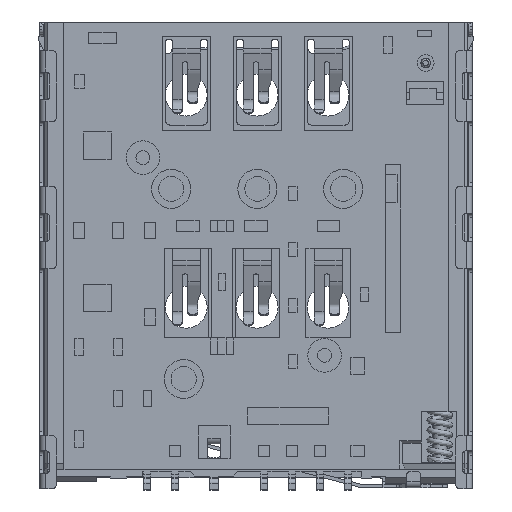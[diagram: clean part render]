
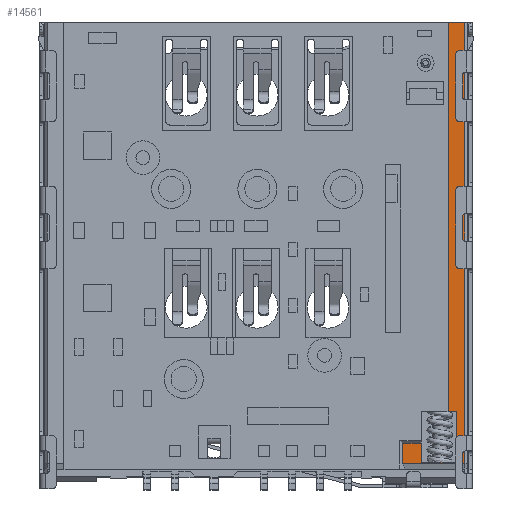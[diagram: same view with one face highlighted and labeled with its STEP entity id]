
A CAD part, front view. The second image highlights one B-rep face of the part: STEP entity #14561.
In plain terms, the highlighted planar face has unit normal (0, -1, 0).
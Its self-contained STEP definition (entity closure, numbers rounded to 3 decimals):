
#779 = VECTOR ( 'NONE', #53570, 1000. ) ;
#1732 = EDGE_CURVE ( 'NONE', #36145, #30253, #53774, .T. ) ;
#3641 = CARTESIAN_POINT ( 'NONE',  ( 4.894, 0.468, 8.44 ) ) ;
#3683 = VECTOR ( 'NONE', #39009, 1000. ) ;
#3824 = CARTESIAN_POINT ( 'NONE',  ( 5.494, 0.468, 25.14 ) ) ;
#3951 = FACE_OUTER_BOUND ( 'NONE', #37665, .T. ) ;
#4700 = VERTEX_POINT ( 'NONE', #14352 ) ;
#4957 = CARTESIAN_POINT ( 'NONE',  ( 5.494, 0.468, 25.14 ) ) ;
#5095 = CARTESIAN_POINT ( 'NONE',  ( 3.264, 0.468, 9.34 ) ) ;
#6262 = CARTESIAN_POINT ( 'NONE',  ( 4.894, 0.468, 11.19 ) ) ;
#7903 = VECTOR ( 'NONE', #16444, 1000. ) ;
#8809 = CARTESIAN_POINT ( 'NONE',  ( 5.194, 0.468, 9.39 ) ) ;
#9896 = VERTEX_POINT ( 'NONE', #13186 ) ;
#10106 = EDGE_CURVE ( 'NONE', #51691, #9896, #54108, .T. ) ;
#10305 = ORIENTED_EDGE ( 'NONE', *, *, #48326, .T. ) ;
#10392 = CARTESIAN_POINT ( 'NONE',  ( 3.944, 0.468, 9.39 ) ) ;
#11688 = CARTESIAN_POINT ( 'NONE',  ( 5.494, 0.468, 9.34 ) ) ;
#11897 = ORIENTED_EDGE ( 'NONE', *, *, #10106, .F. ) ;
#12230 = VECTOR ( 'NONE', #32646, 1000. ) ;
#12601 = LINE ( 'NONE', #50113, #54665 ) ;
#13186 = CARTESIAN_POINT ( 'NONE',  ( 3.944, 0.468, 10.06 ) ) ;
#13441 = ORIENTED_EDGE ( 'NONE', *, *, #44688, .F. ) ;
#14352 = CARTESIAN_POINT ( 'NONE',  ( 4.894, 0.468, 25.14 ) ) ;
#14561 = ADVANCED_FACE ( 'NONE', ( #3951 ), #23163, .F. ) ;
#14848 = VERTEX_POINT ( 'NONE', #11688 ) ;
#16184 = LINE ( 'NONE', #4957, #3683 ) ;
#16444 = DIRECTION ( 'NONE',  ( 1., 0., 0. ) ) ;
#16591 = CARTESIAN_POINT ( 'NONE',  ( 3.264, 0.468, 10.06 ) ) ;
#17479 = DIRECTION ( 'NONE',  ( 0., 0., 1. ) ) ;
#17486 = VERTEX_POINT ( 'NONE', #36700 ) ;
#17590 = ORIENTED_EDGE ( 'NONE', *, *, #59184, .T. ) ;
#18231 = EDGE_CURVE ( 'NONE', #59411, #14848, #28706, .T. ) ;
#19233 = DIRECTION ( 'NONE',  ( -1., 0., 0. ) ) ;
#21194 = LINE ( 'NONE', #59640, #61849 ) ;
#22604 = VERTEX_POINT ( 'NONE', #10392 ) ;
#23163 = PLANE ( 'NONE',  #28277 ) ;
#23553 = VECTOR ( 'NONE', #17479, 1000. ) ;
#24094 = CARTESIAN_POINT ( 'NONE',  ( 3.264, 0.468, 9.34 ) ) ;
#26699 = ORIENTED_EDGE ( 'NONE', *, *, #33815, .T. ) ;
#28277 = AXIS2_PLACEMENT_3D ( 'NONE', #3641, #42403, #51230 ) ;
#28706 = LINE ( 'NONE', #29630, #779 ) ;
#29243 = EDGE_CURVE ( 'NONE', #39618, #4700, #51824, .T. ) ;
#29500 = ORIENTED_EDGE ( 'NONE', *, *, #61674, .F. ) ;
#29523 = DIRECTION ( 'NONE',  ( 0., 0., -1. ) ) ;
#29630 = CARTESIAN_POINT ( 'NONE',  ( 3.264, 0.468, 9.34 ) ) ;
#30071 = VECTOR ( 'NONE', #29523, 1000. ) ;
#30253 = VERTEX_POINT ( 'NONE', #8809 ) ;
#30452 = CARTESIAN_POINT ( 'NONE',  ( 5.194, 0.468, 11.19 ) ) ;
#32646 = DIRECTION ( 'NONE',  ( 0., 0., 1. ) ) ;
#33815 = EDGE_CURVE ( 'NONE', #17486, #4700, #46675, .T. ) ;
#36145 = VERTEX_POINT ( 'NONE', #57331 ) ;
#36700 = CARTESIAN_POINT ( 'NONE',  ( 5.494, 0.468, 25.14 ) ) ;
#37665 = EDGE_LOOP ( 'NONE', ( #29500, #26699, #51686, #10305, #47451, #13441, #17590, #11897, #43752, #43053 ) ) ;
#38309 = LINE ( 'NONE', #24094, #12230 ) ;
#39009 = DIRECTION ( 'NONE',  ( 0., 0., -1. ) ) ;
#39618 = VERTEX_POINT ( 'NONE', #6262 ) ;
#42403 = DIRECTION ( 'NONE',  ( 0., 1., 0. ) ) ;
#43053 = ORIENTED_EDGE ( 'NONE', *, *, #18231, .T. ) ;
#43752 = ORIENTED_EDGE ( 'NONE', *, *, #53891, .F. ) ;
#44375 = VECTOR ( 'NONE', #53797, 1000. ) ;
#44688 = EDGE_CURVE ( 'NONE', #22604, #30253, #59310, .T. ) ;
#46675 = LINE ( 'NONE', #3824, #48857 ) ;
#46782 = CARTESIAN_POINT ( 'NONE',  ( 4.894, 0.468, 11.19 ) ) ;
#47451 = ORIENTED_EDGE ( 'NONE', *, *, #1732, .T. ) ;
#48326 = EDGE_CURVE ( 'NONE', #39618, #36145, #12601, .T. ) ;
#48857 = VECTOR ( 'NONE', #19233, 1000. ) ;
#50113 = CARTESIAN_POINT ( 'NONE',  ( 4.894, 0.468, 11.19 ) ) ;
#50739 = DIRECTION ( 'NONE',  ( 1., 0., 0. ) ) ;
#51230 = DIRECTION ( 'NONE',  ( -1., 0., 0. ) ) ;
#51686 = ORIENTED_EDGE ( 'NONE', *, *, #29243, .F. ) ;
#51691 = VERTEX_POINT ( 'NONE', #58932 ) ;
#51824 = LINE ( 'NONE', #46782, #23553 ) ;
#53570 = DIRECTION ( 'NONE',  ( 1., 0., 0. ) ) ;
#53774 = LINE ( 'NONE', #30452, #30071 ) ;
#53797 = DIRECTION ( 'NONE',  ( 1., 0., 0. ) ) ;
#53891 = EDGE_CURVE ( 'NONE', #59411, #51691, #38309, .T. ) ;
#54108 = LINE ( 'NONE', #16591, #44375 ) ;
#54665 = VECTOR ( 'NONE', #50739, 1000. ) ;
#54923 = DIRECTION ( 'NONE',  ( 0., 0., 1. ) ) ;
#57331 = CARTESIAN_POINT ( 'NONE',  ( 5.194, 0.468, 11.19 ) ) ;
#58932 = CARTESIAN_POINT ( 'NONE',  ( 3.264, 0.468, 10.06 ) ) ;
#58996 = CARTESIAN_POINT ( 'NONE',  ( 3.944, 0.468, 9.39 ) ) ;
#59184 = EDGE_CURVE ( 'NONE', #22604, #9896, #21194, .T. ) ;
#59310 = LINE ( 'NONE', #58996, #7903 ) ;
#59411 = VERTEX_POINT ( 'NONE', #5095 ) ;
#59640 = CARTESIAN_POINT ( 'NONE',  ( 3.944, 0.468, 9.39 ) ) ;
#61674 = EDGE_CURVE ( 'NONE', #17486, #14848, #16184, .T. ) ;
#61849 = VECTOR ( 'NONE', #54923, 1000. ) ;
